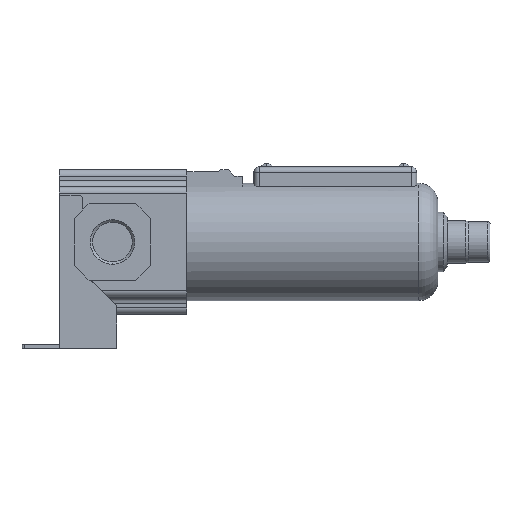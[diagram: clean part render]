
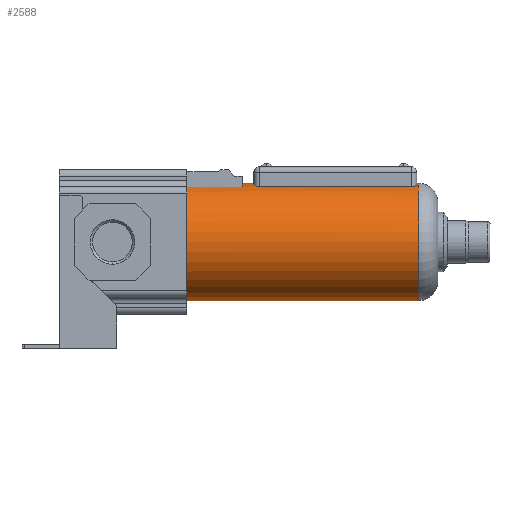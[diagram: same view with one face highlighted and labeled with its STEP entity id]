
A CAD part, left-side view. The second image highlights one B-rep face of the part: STEP entity #2588.
In plain terms, the highlighted cylindrical face has radius 27.55 mm (diameter 55.1 mm), a partial arc.
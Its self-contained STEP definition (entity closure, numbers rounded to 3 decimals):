
#5 = EDGE_CURVE ( 'NONE', #4793, #1649, #1053, .T. ) ;
#54 = CARTESIAN_POINT ( 'NONE',  ( -8.658, -141.773, 26.154 ) ) ;
#82 = CARTESIAN_POINT ( 'NONE',  ( -6.664, -143., 26.732 ) ) ;
#192 = CARTESIAN_POINT ( 'NONE',  ( 0., -144., 27.55 ) ) ;
#206 = CARTESIAN_POINT ( 'NONE',  ( -8.917, -68.341, 26.067 ) ) ;
#234 = CARTESIAN_POINT ( 'NONE',  ( -8.475, -67.459, 26.214 ) ) ;
#263 = DIRECTION ( 'NONE',  ( 0., -1., 0. ) ) ;
#310 = CARTESIAN_POINT ( 'NONE',  ( 0., -144., 27.55 ) ) ;
#350 = VERTEX_POINT ( 'NONE', #3062 ) ;
#358 = CARTESIAN_POINT ( 'NONE',  ( -9., -140.5, 26.038 ) ) ;
#440 = CARTESIAN_POINT ( 'NONE',  ( -8.473, -142.044, 26.215 ) ) ;
#469 = AXIS2_PLACEMENT_3D ( 'NONE', #919, #2112, #3686 ) ;
#497 = CARTESIAN_POINT ( 'NONE',  ( -7.739, -142.678, 26.441 ) ) ;
#522 = CARTESIAN_POINT ( 'NONE',  ( 0., -143., 27.55 ) ) ;
#589 = CARTESIAN_POINT ( 'NONE',  ( -8.369, -67.332, 26.248 ) ) ;
#593 = LINE ( 'NONE', #3325, #2611 ) ;
#599 = CARTESIAN_POINT ( 'NONE',  ( 0., -144., -27.55 ) ) ;
#625 = CIRCLE ( 'NONE', #2633, 27.55 ) ;
#737 = CARTESIAN_POINT ( 'NONE',  ( -9.75, -61., 25.767 ) ) ;
#745 = CARTESIAN_POINT ( 'NONE',  ( -6.825, -66.516, 26.692 ) ) ;
#809 = VERTEX_POINT ( 'NONE', #737 ) ;
#835 = CARTESIAN_POINT ( 'NONE',  ( -8.369, -142.169, 26.248 ) ) ;
#850 = EDGE_CURVE ( 'NONE', #809, #2349, #2554, .T. ) ;
#858 = CARTESIAN_POINT ( 'NONE',  ( -9., -140.5, 26.038 ) ) ;
#867 = ORIENTED_EDGE ( 'NONE', *, *, #3167, .T. ) ;
#919 = CARTESIAN_POINT ( 'NONE',  ( 0., -177.5, 0. ) ) ;
#942 = DIRECTION ( 'NONE',  ( 0., 0., -1. ) ) ;
#955 = CARTESIAN_POINT ( 'NONE',  ( -8.739, -67.875, 26.127 ) ) ;
#976 = DIRECTION ( 'NONE',  ( 0., 1., 0. ) ) ;
#1014 = CARTESIAN_POINT ( 'NONE',  ( -7.299, -66.626, 26.566 ) ) ;
#1024 = CIRCLE ( 'NONE', #1380, 27.55 ) ;
#1029 = EDGE_LOOP ( 'NONE', ( #2056, #1045, #3692, #2354, #2724, #867, #4258, #2888, #2228, #2960, #5026, #2627 ) ) ;
#1045 = ORIENTED_EDGE ( 'NONE', *, *, #3212, .F. ) ;
#1053 = CIRCLE ( 'NONE', #4096, 27.55 ) ;
#1112 = VERTEX_POINT ( 'NONE', #1419 ) ;
#1156 = CARTESIAN_POINT ( 'NONE',  ( 0., -61., 0. ) ) ;
#1169 = DIRECTION ( 'NONE',  ( 0., 1., 0. ) ) ;
#1222 = AXIS2_PLACEMENT_3D ( 'NONE', #4866, #4835, #942 ) ;
#1271 = CARTESIAN_POINT ( 'NONE',  ( 0., -66.5, 0. ) ) ;
#1380 = AXIS2_PLACEMENT_3D ( 'NONE', #2336, #1949, #3524 ) ;
#1399 = VECTOR ( 'NONE', #3880, 1000. ) ;
#1419 = CARTESIAN_POINT ( 'NONE',  ( 0., -35., -27.55 ) ) ;
#1434 = CARTESIAN_POINT ( 'NONE',  ( -6.5, -66.5, 26.772 ) ) ;
#1469 = VERTEX_POINT ( 'NONE', #522 ) ;
#1485 = EDGE_CURVE ( 'NONE', #3616, #1112, #593, .T. ) ;
#1554 = VERTEX_POINT ( 'NONE', #358 ) ;
#1601 = DIRECTION ( 'NONE',  ( 0., 0., 1. ) ) ;
#1613 = EDGE_CURVE ( 'NONE', #350, #1469, #1024, .T. ) ;
#1636 = VECTOR ( 'NONE', #3312, 1000. ) ;
#1649 = VERTEX_POINT ( 'NONE', #3072 ) ;
#1748 = CARTESIAN_POINT ( 'NONE',  ( -7.14, -142.922, 26.609 ) ) ;
#1816 = AXIS2_PLACEMENT_3D ( 'NONE', #1156, #1960, #1601 ) ;
#1893 = VECTOR ( 'NONE', #1169, 1000. ) ;
#1949 = DIRECTION ( 'NONE',  ( 0., 1., 0. ) ) ;
#1960 = DIRECTION ( 'NONE',  ( 0., 1., 0. ) ) ;
#2030 = CARTESIAN_POINT ( 'NONE',  ( -8.738, -141.626, 26.128 ) ) ;
#2056 = ORIENTED_EDGE ( 'NONE', *, *, #850, .F. ) ;
#2077 = DIRECTION ( 'NONE',  ( 0., 0., -1. ) ) ;
#2098 = EDGE_CURVE ( 'NONE', #1112, #2326, #625, .T. ) ;
#2112 = DIRECTION ( 'NONE',  ( 0., 1., 0. ) ) ;
#2165 = EDGE_CURVE ( 'NONE', #4793, #2349, #3694, .T. ) ;
#2208 = LINE ( 'NONE', #2550, #3701 ) ;
#2228 = ORIENTED_EDGE ( 'NONE', *, *, #2978, .F. ) ;
#2320 = CARTESIAN_POINT ( 'NONE',  ( 0., -61., 27.55 ) ) ;
#2326 = VERTEX_POINT ( 'NONE', #4252 ) ;
#2336 = CARTESIAN_POINT ( 'NONE',  ( 0., -143., 0. ) ) ;
#2338 = B_SPLINE_CURVE_WITH_KNOTS ( 'NONE', 3,
 ( #2934, #3399, #3755, #206, #4497, #955, #2961, #234, #589, #4553, #4451, #1014, #2602, #745, #3829, #1434 ),
 .UNSPECIFIED., .F., .F.,
 ( 4, 2, 2, 2, 2, 2, 2, 4 ),
 ( 0., 0., 0.001, 0.001, 0.002, 0.003, 0.003, 0.004 ),
 .UNSPECIFIED. ) ;
#2349 = VERTEX_POINT ( 'NONE', #2320 ) ;
#2354 = ORIENTED_EDGE ( 'NONE', *, *, #1485, .F. ) ;
#2486 = CARTESIAN_POINT ( 'NONE',  ( 0., -66.5, 27.55 ) ) ;
#2550 = CARTESIAN_POINT ( 'NONE',  ( -9., -177.5, 26.038 ) ) ;
#2554 = CIRCLE ( 'NONE', #1816, 27.55 ) ;
#2571 = EDGE_CURVE ( 'NONE', #3371, #3616, #3290, .T. ) ;
#2588 = ADVANCED_FACE ( 'NONE', ( #3717 ), #4461, .T. ) ;
#2602 = CARTESIAN_POINT ( 'NONE',  ( -7.143, -66.579, 26.609 ) ) ;
#2608 = VERTEX_POINT ( 'NONE', #4891 ) ;
#2611 = VECTOR ( 'NONE', #3736, 1000. ) ;
#2627 = ORIENTED_EDGE ( 'NONE', *, *, #2165, .T. ) ;
#2633 = AXIS2_PLACEMENT_3D ( 'NONE', #4072, #976, #3669 ) ;
#2724 = ORIENTED_EDGE ( 'NONE', *, *, #2571, .F. ) ;
#2756 = LINE ( 'NONE', #310, #1893 ) ;
#2806 = DIRECTION ( 'NONE',  ( 0., -1., 0. ) ) ;
#2815 = CARTESIAN_POINT ( 'NONE',  ( -7.296, -142.875, 26.567 ) ) ;
#2838 = CARTESIAN_POINT ( 'NONE',  ( -6.824, -142.984, 26.692 ) ) ;
#2888 = ORIENTED_EDGE ( 'NONE', *, *, #2900, .T. ) ;
#2900 = EDGE_CURVE ( 'NONE', #350, #1554, #2920, .T. ) ;
#2920 = B_SPLINE_CURVE_WITH_KNOTS ( 'NONE', 3,
 ( #4374, #82, #2838, #1748, #2815, #4802, #497, #3224, #3711, #835, #440, #54, #2030, #4780, #4399, #858 ),
 .UNSPECIFIED., .F., .F.,
 ( 4, 2, 2, 2, 2, 2, 2, 4 ),
 ( 0., 0., 0.001, 0.001, 0.002, 0.002, 0.003, 0.004 ),
 .UNSPECIFIED. ) ;
#2934 = CARTESIAN_POINT ( 'NONE',  ( -9., -69., 26.038 ) ) ;
#2960 = ORIENTED_EDGE ( 'NONE', *, *, #3976, .T. ) ;
#2961 = CARTESIAN_POINT ( 'NONE',  ( -8.66, -67.731, 26.154 ) ) ;
#2978 = EDGE_CURVE ( 'NONE', #2608, #1554, #2208, .T. ) ;
#3062 = CARTESIAN_POINT ( 'NONE',  ( -6.5, -143., 26.772 ) ) ;
#3072 = CARTESIAN_POINT ( 'NONE',  ( -6.5, -66.5, 26.772 ) ) ;
#3114 = CARTESIAN_POINT ( 'NONE',  ( -9.75, -177.5, 25.767 ) ) ;
#3167 = EDGE_CURVE ( 'NONE', #3371, #1469, #2756, .T. ) ;
#3212 = EDGE_CURVE ( 'NONE', #2326, #809, #3499, .T. ) ;
#3224 = CARTESIAN_POINT ( 'NONE',  ( -8.008, -142.5, 26.361 ) ) ;
#3290 = CIRCLE ( 'NONE', #1222, 27.55 ) ;
#3312 = DIRECTION ( 'NONE',  ( 0., 1., 0. ) ) ;
#3325 = CARTESIAN_POINT ( 'NONE',  ( 0., -144., -27.55 ) ) ;
#3371 = VERTEX_POINT ( 'NONE', #192 ) ;
#3399 = CARTESIAN_POINT ( 'NONE',  ( -9., -68.832, 26.038 ) ) ;
#3499 = LINE ( 'NONE', #3114, #1399 ) ;
#3524 = DIRECTION ( 'NONE',  ( 0., 0., 1. ) ) ;
#3616 = VERTEX_POINT ( 'NONE', #599 ) ;
#3669 = DIRECTION ( 'NONE',  ( 0., 0., 1. ) ) ;
#3686 = DIRECTION ( 'NONE',  ( 1., 0., 0. ) ) ;
#3692 = ORIENTED_EDGE ( 'NONE', *, *, #2098, .F. ) ;
#3694 = LINE ( 'NONE', #2486, #1636 ) ;
#3701 = VECTOR ( 'NONE', #263, 1000. ) ;
#3711 = CARTESIAN_POINT ( 'NONE',  ( -8.137, -142.397, 26.321 ) ) ;
#3717 = FACE_OUTER_BOUND ( 'NONE', #1029, .T. ) ;
#3736 = DIRECTION ( 'NONE',  ( 0., 1., 0. ) ) ;
#3755 = CARTESIAN_POINT ( 'NONE',  ( -8.983, -68.666, 26.044 ) ) ;
#3829 = CARTESIAN_POINT ( 'NONE',  ( -6.664, -66.5, 26.733 ) ) ;
#3880 = DIRECTION ( 'NONE',  ( 0., -1., 0. ) ) ;
#3976 = EDGE_CURVE ( 'NONE', #2608, #1649, #2338, .T. ) ;
#4072 = CARTESIAN_POINT ( 'NONE',  ( 0., -35., 0. ) ) ;
#4096 = AXIS2_PLACEMENT_3D ( 'NONE', #1271, #2806, #2077 ) ;
#4208 = CARTESIAN_POINT ( 'NONE',  ( 0., -66.5, 27.55 ) ) ;
#4252 = CARTESIAN_POINT ( 'NONE',  ( -9.75, -35., 25.767 ) ) ;
#4258 = ORIENTED_EDGE ( 'NONE', *, *, #1613, .F. ) ;
#4374 = CARTESIAN_POINT ( 'NONE',  ( -6.5, -143., 26.772 ) ) ;
#4399 = CARTESIAN_POINT ( 'NONE',  ( -9., -140.837, 26.038 ) ) ;
#4451 = CARTESIAN_POINT ( 'NONE',  ( -7.746, -66.809, 26.44 ) ) ;
#4461 = CYLINDRICAL_SURFACE ( 'NONE', #469, 27.55 ) ;
#4497 = CARTESIAN_POINT ( 'NONE',  ( -8.867, -68.18, 26.084 ) ) ;
#4553 = CARTESIAN_POINT ( 'NONE',  ( -8.022, -66.991, 26.357 ) ) ;
#4780 = CARTESIAN_POINT ( 'NONE',  ( -8.931, -141.171, 26.063 ) ) ;
#4793 = VERTEX_POINT ( 'NONE', #4208 ) ;
#4802 = CARTESIAN_POINT ( 'NONE',  ( -7.596, -142.753, 26.483 ) ) ;
#4835 = DIRECTION ( 'NONE',  ( 0., -1., 0. ) ) ;
#4866 = CARTESIAN_POINT ( 'NONE',  ( 0., -144., 0. ) ) ;
#4891 = CARTESIAN_POINT ( 'NONE',  ( -9., -69., 26.038 ) ) ;
#5026 = ORIENTED_EDGE ( 'NONE', *, *, #5, .F. ) ;
